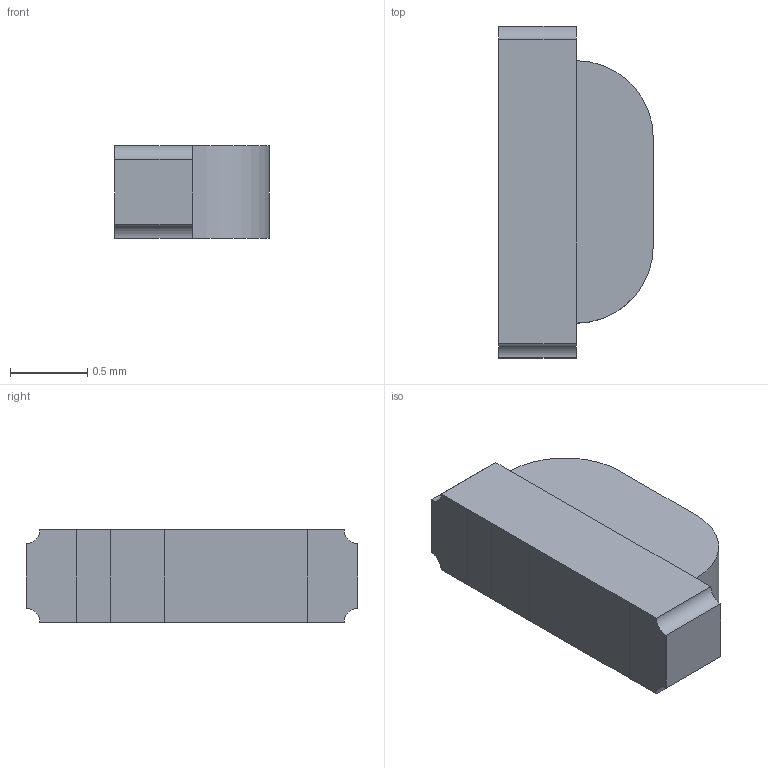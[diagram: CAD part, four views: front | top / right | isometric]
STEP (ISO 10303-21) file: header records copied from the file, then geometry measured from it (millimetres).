
FILE_DESCRIPTION (( 'STEP AP214' ), '1' );
FILE_NAME ('LED_0804_rigthangle_blue_LTST-S220.STEP', '2021-05-07T10:47:40', ( '' ), ( '' ), 'SwSTEP 2.0', 'SolidWorks 2018', '' );
FILE_SCHEMA (( 'AUTOMOTIVE_DESIGN' ));
Length unit declared in the file: millimetre
Products named in the file (1): LED_0804_rigthangle_blue_LTST-S220
Bounding box: 1 x 2.15 x 0.6 mm (x, y, z)
Volume: 1.1 mm3; surface area: 7 mm2
Topology: 1 solids, 1 shells, 34 faces, 84 edges, 52 vertices
Faces by surface type: plane 28, cylinder 6
Entity records: 1194 total; most frequent: CARTESIAN_POINT 171, ORIENTED_EDGE 168, DIRECTION 166, EDGE_CURVE 84, VECTOR 72, LINE 72, VERTEX_POINT 52, AXIS2_PLACEMENT_3D 47
